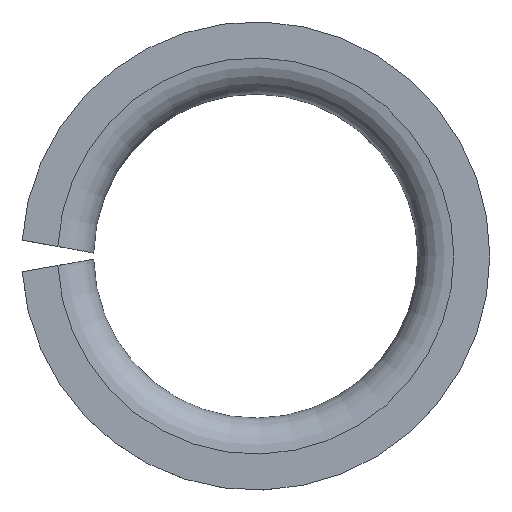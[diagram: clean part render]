
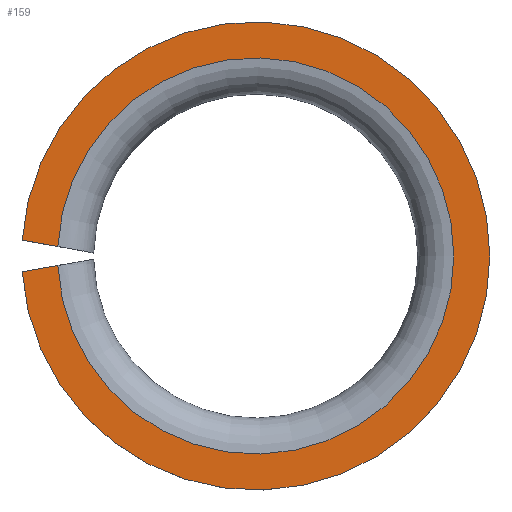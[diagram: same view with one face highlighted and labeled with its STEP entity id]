
A CAD part, top view. The second image highlights one B-rep face of the part: STEP entity #159.
In plain terms, the highlighted planar face has unit normal (0, 0, 1).
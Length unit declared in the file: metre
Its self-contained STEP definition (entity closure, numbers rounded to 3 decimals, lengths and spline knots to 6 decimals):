
#159=ADVANCED_FACE('',(#179),#180,.T.);
#179=FACE_OUTER_BOUND('',#204,.T.);
#180=PLANE('',#205);
#204=EDGE_LOOP('',(#264,#265,#266,#267));
#205=AXIS2_PLACEMENT_3D('',#268,#269,#270);
#264=ORIENTED_EDGE('',*,*,#327,.T.);
#265=ORIENTED_EDGE('',*,*,#335,.F.);
#266=ORIENTED_EDGE('',*,*,#333,.F.);
#267=ORIENTED_EDGE('',*,*,#313,.T.);
#268=CARTESIAN_POINT('',(0.013,0.0,0.008));
#269=DIRECTION('',(0.0,0.,1.0));
#270=DIRECTION('',(0.0,-1.0,0.));
#313=EDGE_CURVE('',#345,#343,#346,.T.);
#327=EDGE_CURVE('',#343,#369,#371,.T.);
#333=EDGE_CURVE('',#345,#380,#381,.T.);
#335=EDGE_CURVE('',#380,#369,#383,.T.);
#343=VERTEX_POINT('',#393);
#345=VERTEX_POINT('',#408);
#346=LINE('',#409,#410);
#369=VERTEX_POINT('',#454);
#371=CIRCLE('',#469,0.011);
#380=VERTEX_POINT('',#486);
#381=CIRCLE('',#487,0.013);
#383=LINE('',#490,#491);
#393=CARTESIAN_POINT('',(0.010987,-0.000527,0.008));
#408=CARTESIAN_POINT('',(0.01297,-0.000876,0.008));
#409=CARTESIAN_POINT('',(0.015878,-0.001389,0.008));
#410=VECTOR('',#506,1.0);
#454=CARTESIAN_POINT('',(0.010987,0.000527,0.008));
#469=AXIS2_PLACEMENT_3D('',#521,#522,#523);
#486=CARTESIAN_POINT('',(0.01297,0.000876,0.008));
#487=AXIS2_PLACEMENT_3D('',#534,#535,#536);
#490=CARTESIAN_POINT('',(0.015878,0.001389,0.008));
#491=VECTOR('',#538,1.0);
#506=DIRECTION('',(-0.985,0.174,0.0));
#521=CARTESIAN_POINT('',(0.0,0.0,0.008));
#522=DIRECTION('',(0.0,0.,-1.0));
#523=DIRECTION('',(0.0,1.0,0.));
#534=CARTESIAN_POINT('',(0.0,0.0,0.008));
#535=DIRECTION('',(0.0,0.,-1.0));
#536=DIRECTION('',(0.0,1.0,0.));
#538=DIRECTION('',(-0.985,-0.174,0.));
